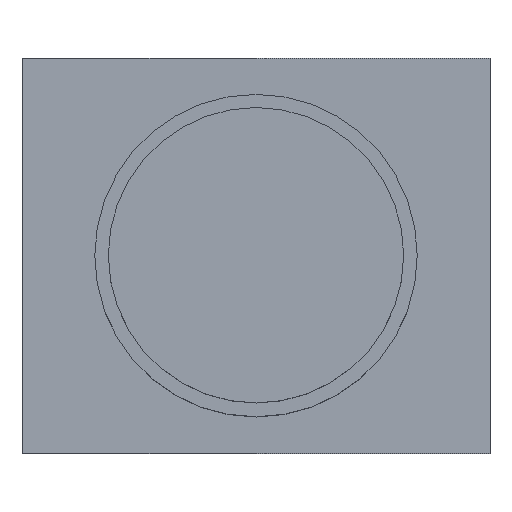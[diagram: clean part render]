
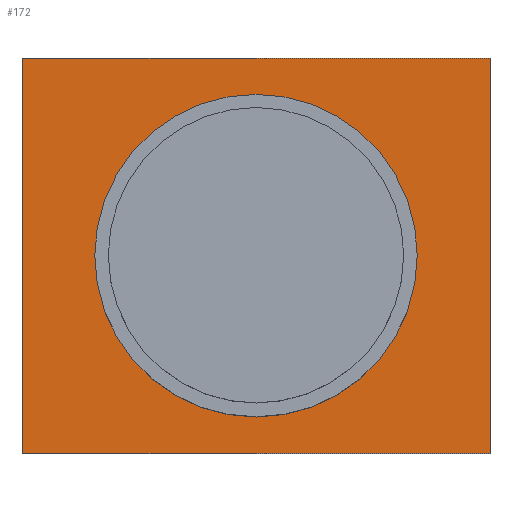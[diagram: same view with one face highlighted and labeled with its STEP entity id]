
A CAD part, top view. The second image highlights one B-rep face of the part: STEP entity #172.
In plain terms, the highlighted planar face has unit normal (0, 0, 1).
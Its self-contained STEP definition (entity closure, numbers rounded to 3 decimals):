
#17=LINE('',#269,#29);
#20=LINE('',#275,#32);
#23=LINE('',#281,#35);
#26=LINE('',#285,#38);
#29=VECTOR('',#223,19.);
#32=VECTOR('',#228,22.5);
#35=VECTOR('',#233,19.);
#38=VECTOR('',#238,22.5);
#47=FACE_BOUND('',#77,.T.);
#59=FACE_OUTER_BOUND('',#76,.T.);
#76=EDGE_LOOP('',(#147,#148,#149,#150));
#77=EDGE_LOOP('',(#151));
#83=CIRCLE('',#185,7.75);
#89=VERTEX_POINT('',#259);
#92=VERTEX_POINT('',#266);
#93=VERTEX_POINT('',#268);
#95=VERTEX_POINT('',#274);
#97=VERTEX_POINT('',#280);
#103=EDGE_CURVE('',#89,#89,#83,.T.);
#106=EDGE_CURVE('',#93,#92,#17,.T.);
#109=EDGE_CURVE('',#95,#93,#20,.T.);
#112=EDGE_CURVE('',#97,#95,#23,.T.);
#115=EDGE_CURVE('',#92,#97,#26,.T.);
#147=ORIENTED_EDGE('',*,*,#115,.T.);
#148=ORIENTED_EDGE('',*,*,#112,.T.);
#149=ORIENTED_EDGE('',*,*,#109,.T.);
#150=ORIENTED_EDGE('',*,*,#106,.T.);
#151=ORIENTED_EDGE('',*,*,#103,.T.);
#160=PLANE('',#192);
#172=ADVANCED_FACE('',(#59,#47),#160,.T.);
#185=AXIS2_PLACEMENT_3D('',#260,#215,#216);
#192=AXIS2_PLACEMENT_3D('',#287,#241,#242);
#215=DIRECTION('center_axis',(0.,0.,-1.));
#216=DIRECTION('ref_axis',(-1.,0.,0.));
#223=DIRECTION('',(0.,1.,0.));
#228=DIRECTION('',(1.,0.,0.));
#233=DIRECTION('',(0.,-1.,0.));
#238=DIRECTION('',(-1.,0.,0.));
#241=DIRECTION('center_axis',(0.,0.,1.));
#242=DIRECTION('ref_axis',(1.,0.,0.));
#259=CARTESIAN_POINT('',(7.75,0.,9.5));
#260=CARTESIAN_POINT('Origin',(0.,0.,9.5));
#266=CARTESIAN_POINT('',(11.25,9.5,9.5));
#268=CARTESIAN_POINT('',(11.25,-9.5,9.5));
#269=CARTESIAN_POINT('',(11.25,9.5,9.5));
#274=CARTESIAN_POINT('',(-11.25,-9.5,9.5));
#275=CARTESIAN_POINT('',(11.25,-9.5,9.5));
#280=CARTESIAN_POINT('',(-11.25,9.5,9.5));
#281=CARTESIAN_POINT('',(-11.25,-9.5,9.5));
#285=CARTESIAN_POINT('',(-11.25,9.5,9.5));
#287=CARTESIAN_POINT('Origin',(0.,0.,9.5));
